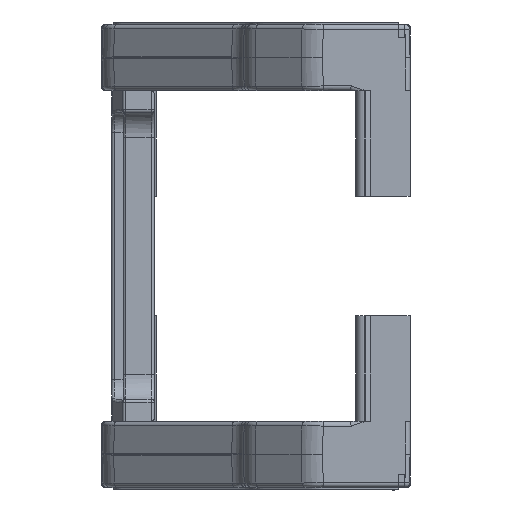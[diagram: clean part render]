
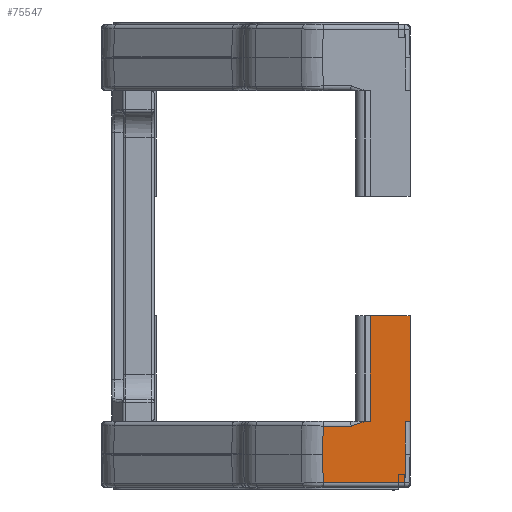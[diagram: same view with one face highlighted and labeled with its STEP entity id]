
A CAD part, left-side view. The second image highlights one B-rep face of the part: STEP entity #75547.
In plain terms, the highlighted planar face has unit normal (-1, 0, 0).
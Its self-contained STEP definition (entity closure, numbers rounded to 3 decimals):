
#245 = CARTESIAN_POINT ( 'NONE',  ( -276.867, -22.656, 124.789 ) ) ;
#938 = LINE ( 'NONE', #104784, #93519 ) ;
#1091 = EDGE_CURVE ( 'NONE', #59633, #3171, #18051, .T. ) ;
#3171 = VERTEX_POINT ( 'NONE', #64701 ) ;
#3266 = ORIENTED_EDGE ( 'NONE', *, *, #113957, .T. ) ;
#5382 = VECTOR ( 'NONE', #27743, 1000. ) ;
#7425 = EDGE_LOOP ( 'NONE', ( #81908, #123435, #106757, #37017, #101956, #3266, #8113, #60310, #92149, #106368, #123281, #63912, #106226 ) ) ;
#8113 = ORIENTED_EDGE ( 'NONE', *, *, #33999, .T. ) ;
#8635 = CARTESIAN_POINT ( 'NONE',  ( -276.867, -23.356, 140.789 ) ) ;
#8831 = LINE ( 'NONE', #104223, #124136 ) ;
#10464 = DIRECTION ( 'NONE',  ( 0., -0.027, -1. ) ) ;
#11101 = CARTESIAN_POINT ( 'NONE',  ( -276.867, -10.254, 124.089 ) ) ;
#11489 = DIRECTION ( 'NONE',  ( 0., 1., 0. ) ) ;
#11631 = CARTESIAN_POINT ( 'NONE',  ( -276.867, -10.235, 115.485 ) ) ;
#15990 = VERTEX_POINT ( 'NONE', #101157 ) ;
#16813 = VECTOR ( 'NONE', #61445, 1000. ) ;
#17015 = LINE ( 'NONE', #35589, #48900 ) ;
#18027 = LINE ( 'NONE', #67389, #118106 ) ;
#18051 = LINE ( 'NONE', #49482, #89296 ) ;
#18129 = VECTOR ( 'NONE', #55375, 1000. ) ;
#19079 = PLANE ( 'NONE',  #112409 ) ;
#19202 = VERTEX_POINT ( 'NONE', #117856 ) ;
#21837 = LINE ( 'NONE', #99617, #121938 ) ;
#22164 = CARTESIAN_POINT ( 'NONE',  ( -276.867, -10.117, 119.733 ) ) ;
#27743 = DIRECTION ( 'NONE',  ( 0., 0., -1. ) ) ;
#28389 = VECTOR ( 'NONE', #37135, 1000. ) ;
#31906 = CARTESIAN_POINT ( 'NONE',  ( -276.867, -10.118, 119.785 ) ) ;
#32580 = CARTESIAN_POINT ( 'NONE',  ( -276.867, -23.356, 140.789 ) ) ;
#33999 = EDGE_CURVE ( 'NONE', #15990, #62661, #21837, .T. ) ;
#35589 = CARTESIAN_POINT ( 'NONE',  ( -276.867, -22.656, 129.665 ) ) ;
#36255 = CARTESIAN_POINT ( 'NONE',  ( -276.867, -22.656, 119.803 ) ) ;
#37017 = ORIENTED_EDGE ( 'NONE', *, *, #58984, .T. ) ;
#37135 = DIRECTION ( 'NONE',  ( 0., 0.017, 1. ) ) ;
#38587 = DIRECTION ( 'NONE',  ( -1., 0., 0. ) ) ;
#38695 = EDGE_CURVE ( 'NONE', #62661, #91427, #108748, .T. ) ;
#40238 = CARTESIAN_POINT ( 'NONE',  ( -276.867, -22.656, 119.81 ) ) ;
#40545 = CARTESIAN_POINT ( 'NONE',  ( -276.867, -16.569, 124.789 ) ) ;
#41474 = CARTESIAN_POINT ( 'NONE',  ( -276.867, -10.235, 124.089 ) ) ;
#43576 = EDGE_CURVE ( 'NONE', #19202, #3171, #8831, .T. ) ;
#46043 = FACE_OUTER_BOUND ( 'NONE', #7425, .T. ) ;
#46222 = DIRECTION ( 'NONE',  ( 0., 0., -1. ) ) ;
#48900 = VECTOR ( 'NONE', #53479, 1000. ) ;
#49482 = CARTESIAN_POINT ( 'NONE',  ( -276.867, -13.356, 124.789 ) ) ;
#51085 = EDGE_CURVE ( 'NONE', #59633, #59906, #69713, .T. ) ;
#52717 = LINE ( 'NONE', #119685, #73875 ) ;
#53479 = DIRECTION ( 'NONE',  ( 0., 0., 1. ) ) ;
#53538 = CARTESIAN_POINT ( 'NONE',  ( -276.867, -22.656, 119.785 ) ) ;
#55375 = DIRECTION ( 'NONE',  ( 0., 0.949, -0.316 ) ) ;
#55597 = EDGE_CURVE ( 'NONE', #91427, #79035, #17015, .T. ) ;
#56595 = VERTEX_POINT ( 'NONE', #70400 ) ;
#58984 = EDGE_CURVE ( 'NONE', #90915, #106273, #117936, .T. ) ;
#59633 = VERTEX_POINT ( 'NONE', #40545 ) ;
#59906 = VERTEX_POINT ( 'NONE', #116142 ) ;
#60310 = ORIENTED_EDGE ( 'NONE', *, *, #38695, .T. ) ;
#61245 = DIRECTION ( 'NONE',  ( 0., -1., 0. ) ) ;
#61445 = DIRECTION ( 'NONE',  ( 0., 1., 0. ) ) ;
#62661 = VERTEX_POINT ( 'NONE', #53538 ) ;
#63912 = ORIENTED_EDGE ( 'NONE', *, *, #111252, .T. ) ;
#64701 = CARTESIAN_POINT ( 'NONE',  ( -276.867, -17.356, 124.789 ) ) ;
#65866 = DIRECTION ( 'NONE',  ( 0., 1., 0. ) ) ;
#67389 = CARTESIAN_POINT ( 'NONE',  ( -276.867, -9.821, 130.723 ) ) ;
#69713 = LINE ( 'NONE', #73610, #18129 ) ;
#70400 = CARTESIAN_POINT ( 'NONE',  ( -276.867, -23.356, 124.789 ) ) ;
#70583 = EDGE_CURVE ( 'NONE', #106273, #119375, #18027, .T. ) ;
#73610 = CARTESIAN_POINT ( 'NONE',  ( -276.867, 23.084, 111.572 ) ) ;
#73875 = VECTOR ( 'NONE', #61245, 1000. ) ;
#75547 = ADVANCED_FACE ( 'NONE', ( #46043 ), #19079, .T. ) ;
#78762 = VERTEX_POINT ( 'NONE', #112655 ) ;
#79035 = VERTEX_POINT ( 'NONE', #245 ) ;
#79357 = DIRECTION ( 'NONE',  ( 0., -0.017, 1. ) ) ;
#81908 = ORIENTED_EDGE ( 'NONE', *, *, #1091, .F. ) ;
#86907 = CARTESIAN_POINT ( 'NONE',  ( -276.867, 29.115, 129.665 ) ) ;
#89296 = VECTOR ( 'NONE', #107925, 1000. ) ;
#89473 = EDGE_CURVE ( 'NONE', #78762, #56595, #113002, .T. ) ;
#90010 = DIRECTION ( 'NONE',  ( 0., 0.027, -1. ) ) ;
#90915 = VERTEX_POINT ( 'NONE', #41474 ) ;
#91427 = VERTEX_POINT ( 'NONE', #40238 ) ;
#92149 = ORIENTED_EDGE ( 'NONE', *, *, #55597, .T. ) ;
#93429 = LINE ( 'NONE', #11101, #117752 ) ;
#93519 = VECTOR ( 'NONE', #65866, 1000. ) ;
#99617 = CARTESIAN_POINT ( 'NONE',  ( -276.867, -22.813, 128.759 ) ) ;
#100187 = LINE ( 'NONE', #32580, #16813 ) ;
#101157 = CARTESIAN_POINT ( 'NONE',  ( -276.867, -22.581, 115.485 ) ) ;
#101845 = EDGE_CURVE ( 'NONE', #56595, #79035, #938, .T. ) ;
#101956 = ORIENTED_EDGE ( 'NONE', *, *, #70583, .T. ) ;
#104223 = CARTESIAN_POINT ( 'NONE',  ( -276.867, -17.356, 140.789 ) ) ;
#104784 = CARTESIAN_POINT ( 'NONE',  ( -276.867, -23.356, 124.789 ) ) ;
#106226 = ORIENTED_EDGE ( 'NONE', *, *, #43576, .T. ) ;
#106273 = VERTEX_POINT ( 'NONE', #31906 ) ;
#106368 = ORIENTED_EDGE ( 'NONE', *, *, #101845, .F. ) ;
#106372 = DIRECTION ( 'NONE',  ( 0., 0., -1. ) ) ;
#106757 = ORIENTED_EDGE ( 'NONE', *, *, #119947, .T. ) ;
#107925 = DIRECTION ( 'NONE',  ( 0., -1., 0. ) ) ;
#108748 = LINE ( 'NONE', #36255, #28389 ) ;
#111252 = EDGE_CURVE ( 'NONE', #78762, #19202, #100187, .T. ) ;
#111876 = VECTOR ( 'NONE', #90010, 1000. ) ;
#112409 = AXIS2_PLACEMENT_3D ( 'NONE', #86907, #38587, #106372 ) ;
#112655 = CARTESIAN_POINT ( 'NONE',  ( -276.867, -23.356, 140.789 ) ) ;
#113002 = LINE ( 'NONE', #8635, #5382 ) ;
#113957 = EDGE_CURVE ( 'NONE', #119375, #15990, #52717, .T. ) ;
#116142 = CARTESIAN_POINT ( 'NONE',  ( -276.867, -14.469, 124.089 ) ) ;
#117752 = VECTOR ( 'NONE', #11489, 1000. ) ;
#117856 = CARTESIAN_POINT ( 'NONE',  ( -276.867, -17.356, 140.789 ) ) ;
#117936 = LINE ( 'NONE', #22164, #111876 ) ;
#118106 = VECTOR ( 'NONE', #10464, 1000. ) ;
#119375 = VERTEX_POINT ( 'NONE', #11631 ) ;
#119685 = CARTESIAN_POINT ( 'NONE',  ( -276.867, 29.115, 115.485 ) ) ;
#119947 = EDGE_CURVE ( 'NONE', #59906, #90915, #93429, .T. ) ;
#121938 = VECTOR ( 'NONE', #79357, 1000. ) ;
#123281 = ORIENTED_EDGE ( 'NONE', *, *, #89473, .F. ) ;
#123435 = ORIENTED_EDGE ( 'NONE', *, *, #51085, .T. ) ;
#124136 = VECTOR ( 'NONE', #46222, 1000. ) ;
